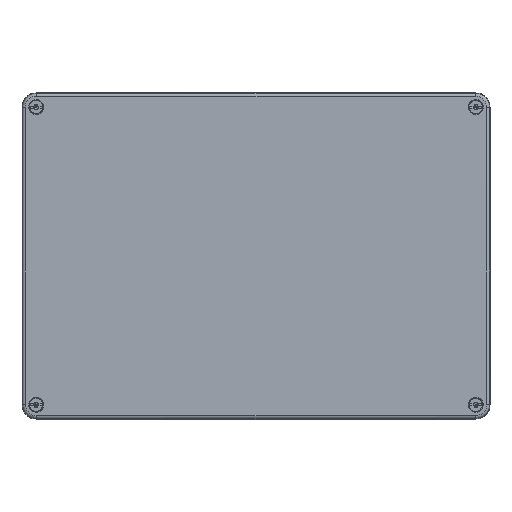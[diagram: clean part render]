
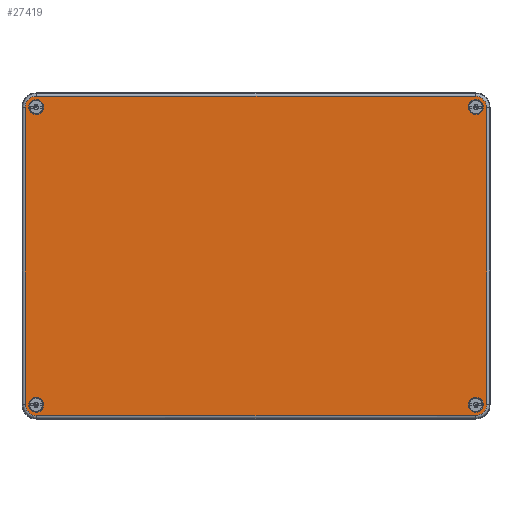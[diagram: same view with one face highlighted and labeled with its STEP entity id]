
A CAD part, top view. The second image highlights one B-rep face of the part: STEP entity #27419.
In plain terms, the highlighted planar face has unit normal (0, 0, 1).
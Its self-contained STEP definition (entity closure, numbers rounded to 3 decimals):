
#27335=AXIS2_PLACEMENT_3D('Plane Axis2P3D',#27332,#27333,#27334) ;
#27349=AXIS2_PLACEMENT_3D('Circle Axis2P3D',#27347,#27348,$) ;
#27358=AXIS2_PLACEMENT_3D('Circle Axis2P3D',#27356,#27357,$) ;
#27367=AXIS2_PLACEMENT_3D('Circle Axis2P3D',#27365,#27366,$) ;
#27376=AXIS2_PLACEMENT_3D('Circle Axis2P3D',#27374,#27375,$) ;
#27385=AXIS2_PLACEMENT_3D('Circle Axis2P3D',#27383,#27384,$) ;
#27394=AXIS2_PLACEMENT_3D('Circle Axis2P3D',#27392,#27393,$) ;
#27403=AXIS2_PLACEMENT_3D('Circle Axis2P3D',#27401,#27402,$) ;
#27412=AXIS2_PLACEMENT_3D('Circle Axis2P3D',#27410,#27411,$) ;
#26661=CARTESIAN_POINT('Vertex',(2.314,219.687,181.)) ;
#26668=CARTESIAN_POINT('Vertex',(2.314,10.313,181.)) ;
#26671=CARTESIAN_POINT('Line Origine',(2.314,115.,181.)) ;
#26776=CARTESIAN_POINT('Vertex',(10.313,227.686,181.)) ;
#26780=CARTESIAN_POINT('Control Point',(2.314,219.687,181.)) ;
#26781=CARTESIAN_POINT('Control Point',(2.314,220.887,181.)) ;
#26782=CARTESIAN_POINT('Control Point',(2.54,222.088,181.)) ;
#26783=CARTESIAN_POINT('Control Point',(2.99,223.231,181.)) ;
#26784=CARTESIAN_POINT('Control Point',(4.359,225.391,181.)) ;
#26785=CARTESIAN_POINT('Control Point',(6.449,226.878,181.)) ;
#26786=CARTESIAN_POINT('Control Point',(7.688,227.416,181.)) ;
#26787=CARTESIAN_POINT('Control Point',(9.001,227.686,181.)) ;
#26788=CARTESIAN_POINT('Control Point',(10.313,227.686,181.)) ;
#26807=CARTESIAN_POINT('Vertex',(319.687,227.686,181.)) ;
#26810=CARTESIAN_POINT('Line Origine',(158.015,227.686,181.)) ;
#26915=CARTESIAN_POINT('Vertex',(327.686,219.687,181.)) ;
#26919=CARTESIAN_POINT('Control Point',(319.687,227.686,181.)) ;
#26920=CARTESIAN_POINT('Control Point',(320.887,227.686,181.)) ;
#26921=CARTESIAN_POINT('Control Point',(322.088,227.46,181.)) ;
#26922=CARTESIAN_POINT('Control Point',(323.231,227.01,181.)) ;
#26923=CARTESIAN_POINT('Control Point',(325.391,225.641,181.)) ;
#26924=CARTESIAN_POINT('Control Point',(326.878,223.551,181.)) ;
#26925=CARTESIAN_POINT('Control Point',(327.416,222.312,181.)) ;
#26926=CARTESIAN_POINT('Control Point',(327.686,220.999,181.)) ;
#26927=CARTESIAN_POINT('Control Point',(327.686,219.687,181.)) ;
#26946=CARTESIAN_POINT('Vertex',(327.686,10.313,181.)) ;
#26949=CARTESIAN_POINT('Line Origine',(327.686,115.,181.)) ;
#27054=CARTESIAN_POINT('Vertex',(319.687,2.314,181.)) ;
#27058=CARTESIAN_POINT('Control Point',(327.686,10.313,181.)) ;
#27059=CARTESIAN_POINT('Control Point',(327.686,9.113,181.)) ;
#27060=CARTESIAN_POINT('Control Point',(327.46,7.912,181.)) ;
#27061=CARTESIAN_POINT('Control Point',(327.01,6.769,181.)) ;
#27062=CARTESIAN_POINT('Control Point',(325.641,4.609,181.)) ;
#27063=CARTESIAN_POINT('Control Point',(323.551,3.122,181.)) ;
#27064=CARTESIAN_POINT('Control Point',(322.312,2.584,181.)) ;
#27065=CARTESIAN_POINT('Control Point',(320.999,2.314,181.)) ;
#27066=CARTESIAN_POINT('Control Point',(319.687,2.314,181.)) ;
#27085=CARTESIAN_POINT('Vertex',(10.313,2.314,181.)) ;
#27088=CARTESIAN_POINT('Line Origine',(165.011,2.314,181.)) ;
#27184=CARTESIAN_POINT('Control Point',(10.313,2.314,181.)) ;
#27185=CARTESIAN_POINT('Control Point',(9.113,2.314,181.)) ;
#27186=CARTESIAN_POINT('Control Point',(7.912,2.54,181.)) ;
#27187=CARTESIAN_POINT('Control Point',(6.769,2.99,181.)) ;
#27188=CARTESIAN_POINT('Control Point',(4.609,4.359,181.)) ;
#27189=CARTESIAN_POINT('Control Point',(3.122,6.449,181.)) ;
#27190=CARTESIAN_POINT('Control Point',(2.584,7.688,181.)) ;
#27191=CARTESIAN_POINT('Control Point',(2.314,9.001,181.)) ;
#27192=CARTESIAN_POINT('Control Point',(2.314,10.313,181.)) ;
#27332=CARTESIAN_POINT('Axis2P3D Location',(165.,115.,181.)) ;
#27347=CARTESIAN_POINT('Axis2P3D Location',(320.,220.,181.)) ;
#27351=CARTESIAN_POINT('Vertex',(317.459,215.349,181.)) ;
#27353=CARTESIAN_POINT('Vertex',(322.541,224.651,181.)) ;
#27356=CARTESIAN_POINT('Axis2P3D Location',(320.,220.,181.)) ;
#27365=CARTESIAN_POINT('Axis2P3D Location',(320.,10.,181.)) ;
#27369=CARTESIAN_POINT('Vertex',(322.541,14.651,181.)) ;
#27371=CARTESIAN_POINT('Vertex',(317.459,5.349,181.)) ;
#27374=CARTESIAN_POINT('Axis2P3D Location',(320.,10.,181.)) ;
#27383=CARTESIAN_POINT('Axis2P3D Location',(10.,220.,181.)) ;
#27387=CARTESIAN_POINT('Vertex',(12.541,224.651,181.)) ;
#27389=CARTESIAN_POINT('Vertex',(7.459,215.349,181.)) ;
#27392=CARTESIAN_POINT('Axis2P3D Location',(10.,220.,181.)) ;
#27401=CARTESIAN_POINT('Axis2P3D Location',(10.,10.,181.)) ;
#27405=CARTESIAN_POINT('Vertex',(12.541,14.651,181.)) ;
#27407=CARTESIAN_POINT('Vertex',(7.459,5.349,181.)) ;
#27410=CARTESIAN_POINT('Axis2P3D Location',(10.,10.,181.)) ;
#26672=DIRECTION('Vector Direction',(0.,1.,0.)) ;
#26811=DIRECTION('Vector Direction',(1.,0.,0.)) ;
#26950=DIRECTION('Vector Direction',(0.,-1.,0.)) ;
#27089=DIRECTION('Vector Direction',(-1.,0.,0.)) ;
#27333=DIRECTION('Axis2P3D Direction',(0.,-0.,1.)) ;
#27334=DIRECTION('Axis2P3D XDirection',(1.,0.,0.)) ;
#27348=DIRECTION('Axis2P3D Direction',(0.,-0.,1.)) ;
#27357=DIRECTION('Axis2P3D Direction',(0.,-0.,1.)) ;
#27366=DIRECTION('Axis2P3D Direction',(0.,-0.,1.)) ;
#27375=DIRECTION('Axis2P3D Direction',(0.,-0.,1.)) ;
#27384=DIRECTION('Axis2P3D Direction',(0.,-0.,1.)) ;
#27393=DIRECTION('Axis2P3D Direction',(0.,-0.,1.)) ;
#27402=DIRECTION('Axis2P3D Direction',(0.,-0.,1.)) ;
#27411=DIRECTION('Axis2P3D Direction',(0.,-0.,1.)) ;
#26673=VECTOR('Line Direction',#26672,1.) ;
#26812=VECTOR('Line Direction',#26811,1.) ;
#26951=VECTOR('Line Direction',#26950,1.) ;
#27090=VECTOR('Line Direction',#27089,1.) ;
#27338=ORIENTED_EDGE('',*,*,#26814,.T.) ;
#27339=ORIENTED_EDGE('',*,*,#26789,.T.) ;
#27340=ORIENTED_EDGE('',*,*,#26675,.T.) ;
#27341=ORIENTED_EDGE('',*,*,#27193,.T.) ;
#27342=ORIENTED_EDGE('',*,*,#27092,.T.) ;
#27343=ORIENTED_EDGE('',*,*,#27067,.T.) ;
#27344=ORIENTED_EDGE('',*,*,#26953,.T.) ;
#27345=ORIENTED_EDGE('',*,*,#26928,.T.) ;
#27362=ORIENTED_EDGE('',*,*,#27355,.T.) ;
#27363=ORIENTED_EDGE('',*,*,#27360,.T.) ;
#27380=ORIENTED_EDGE('',*,*,#27373,.T.) ;
#27381=ORIENTED_EDGE('',*,*,#27378,.T.) ;
#27398=ORIENTED_EDGE('',*,*,#27391,.T.) ;
#27399=ORIENTED_EDGE('',*,*,#27396,.T.) ;
#27416=ORIENTED_EDGE('',*,*,#27409,.T.) ;
#27417=ORIENTED_EDGE('',*,*,#27414,.T.) ;
#27364=FACE_BOUND('',#27361,.T.) ;
#27382=FACE_BOUND('',#27379,.T.) ;
#27400=FACE_BOUND('',#27397,.T.) ;
#27418=FACE_BOUND('',#27415,.T.) ;
#27419=ADVANCED_FACE('77083_K75_Oberteil.1\\K\X2\00F6\X0\rper.2',(#27346,#27364,#27382,#27400,#27418),#27336,.T.) ;
#26779=B_SPLINE_CURVE_WITH_KNOTS('',5,(#26780,#26781,#26782,#26783,#26784,#26785,#26786,#26787,#26788),.UNSPECIFIED.,.F.,.U.,(6,3,6),(30.181,37.19,44.855),.UNSPECIFIED.) ;
#26918=B_SPLINE_CURVE_WITH_KNOTS('',5,(#26919,#26920,#26921,#26922,#26923,#26924,#26925,#26926,#26927),.UNSPECIFIED.,.F.,.U.,(6,3,6),(30.181,37.19,44.855),.UNSPECIFIED.) ;
#27057=B_SPLINE_CURVE_WITH_KNOTS('',5,(#27058,#27059,#27060,#27061,#27062,#27063,#27064,#27065,#27066),.UNSPECIFIED.,.F.,.U.,(6,3,6),(30.181,37.19,44.855),.UNSPECIFIED.) ;
#27183=B_SPLINE_CURVE_WITH_KNOTS('',5,(#27184,#27185,#27186,#27187,#27188,#27189,#27190,#27191,#27192),.UNSPECIFIED.,.F.,.U.,(6,3,6),(30.181,37.19,44.855),.UNSPECIFIED.) ;
#27350=CIRCLE('generated circle',#27349,5.3) ;
#27359=CIRCLE('generated circle',#27358,5.3) ;
#27368=CIRCLE('generated circle',#27367,5.3) ;
#27377=CIRCLE('generated circle',#27376,5.3) ;
#27386=CIRCLE('generated circle',#27385,5.3) ;
#27395=CIRCLE('generated circle',#27394,5.3) ;
#27404=CIRCLE('generated circle',#27403,5.3) ;
#27413=CIRCLE('generated circle',#27412,5.3) ;
#26675=EDGE_CURVE('',#26662,#26669,#26674,.F.) ;
#26789=EDGE_CURVE('',#26777,#26662,#26779,.F.) ;
#26814=EDGE_CURVE('',#26808,#26777,#26813,.F.) ;
#26928=EDGE_CURVE('',#26916,#26808,#26918,.F.) ;
#26953=EDGE_CURVE('',#26947,#26916,#26952,.F.) ;
#27067=EDGE_CURVE('',#27055,#26947,#27057,.F.) ;
#27092=EDGE_CURVE('',#27086,#27055,#27091,.F.) ;
#27193=EDGE_CURVE('',#26669,#27086,#27183,.F.) ;
#27355=EDGE_CURVE('',#27352,#27354,#27350,.F.) ;
#27360=EDGE_CURVE('',#27354,#27352,#27359,.F.) ;
#27373=EDGE_CURVE('',#27370,#27372,#27368,.F.) ;
#27378=EDGE_CURVE('',#27372,#27370,#27377,.F.) ;
#27391=EDGE_CURVE('',#27388,#27390,#27386,.F.) ;
#27396=EDGE_CURVE('',#27390,#27388,#27395,.F.) ;
#27409=EDGE_CURVE('',#27406,#27408,#27404,.F.) ;
#27414=EDGE_CURVE('',#27408,#27406,#27413,.F.) ;
#27337=EDGE_LOOP('',(#27338,#27339,#27340,#27341,#27342,#27343,#27344,#27345)) ;
#27361=EDGE_LOOP('',(#27362,#27363)) ;
#27379=EDGE_LOOP('',(#27380,#27381)) ;
#27397=EDGE_LOOP('',(#27398,#27399)) ;
#27415=EDGE_LOOP('',(#27416,#27417)) ;
#27346=FACE_OUTER_BOUND('',#27337,.T.) ;
#26674=LINE('Line',#26671,#26673) ;
#26813=LINE('Line',#26810,#26812) ;
#26952=LINE('Line',#26949,#26951) ;
#27091=LINE('Line',#27088,#27090) ;
#27336=PLANE('',#27335) ;
#26662=VERTEX_POINT('',#26661) ;
#26669=VERTEX_POINT('',#26668) ;
#26777=VERTEX_POINT('',#26776) ;
#26808=VERTEX_POINT('',#26807) ;
#26916=VERTEX_POINT('',#26915) ;
#26947=VERTEX_POINT('',#26946) ;
#27055=VERTEX_POINT('',#27054) ;
#27086=VERTEX_POINT('',#27085) ;
#27352=VERTEX_POINT('',#27351) ;
#27354=VERTEX_POINT('',#27353) ;
#27370=VERTEX_POINT('',#27369) ;
#27372=VERTEX_POINT('',#27371) ;
#27388=VERTEX_POINT('',#27387) ;
#27390=VERTEX_POINT('',#27389) ;
#27406=VERTEX_POINT('',#27405) ;
#27408=VERTEX_POINT('',#27407) ;
